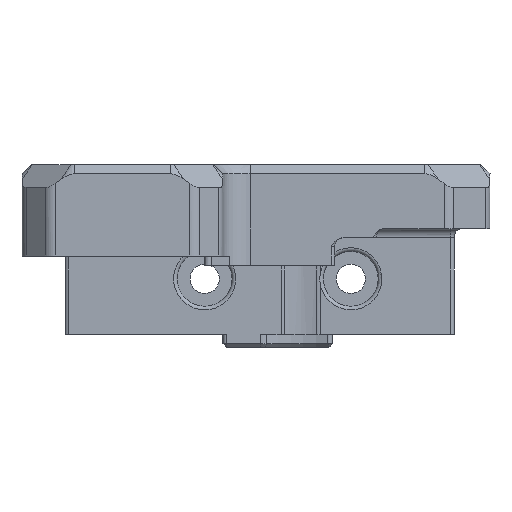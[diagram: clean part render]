
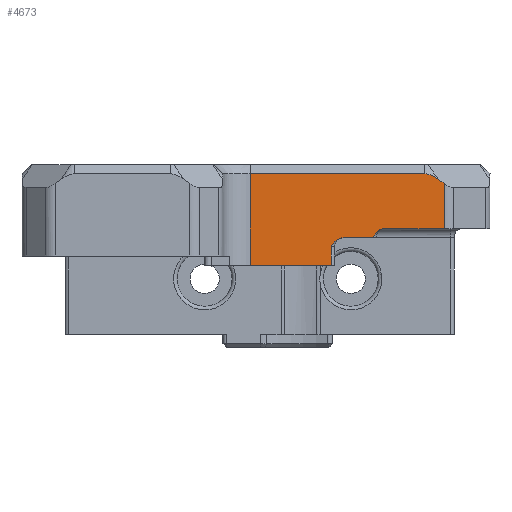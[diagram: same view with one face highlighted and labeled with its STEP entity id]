
A CAD part, left-side view. The second image highlights one B-rep face of the part: STEP entity #4673.
In plain terms, the highlighted planar face has unit normal (-1, 0, 0).
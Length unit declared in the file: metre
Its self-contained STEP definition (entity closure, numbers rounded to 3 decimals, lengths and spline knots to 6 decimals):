
#126=PLANE('',#4971);
#469=LINE('',#6898,#880);
#471=LINE('',#6906,#882);
#508=LINE('',#7053,#919);
#530=LINE('',#7125,#941);
#531=LINE('',#7127,#942);
#532=LINE('',#7135,#943);
#533=LINE('',#7143,#944);
#534=LINE('',#7145,#945);
#880=VECTOR('',#5448,1.);
#882=VECTOR('',#5456,1.);
#919=VECTOR('',#5537,1.);
#941=VECTOR('',#5579,1.);
#942=VECTOR('',#5580,1.);
#943=VECTOR('',#5581,1.);
#944=VECTOR('',#5582,1.);
#945=VECTOR('',#5583,1.);
#1412=ORIENTED_EDGE('',*,*,#2835,.T.);
#1413=ORIENTED_EDGE('',*,*,#2749,.T.);
#1414=ORIENTED_EDGE('',*,*,#2806,.T.);
#1415=ORIENTED_EDGE('',*,*,#2836,.F.);
#1416=ORIENTED_EDGE('',*,*,#2837,.F.);
#1417=ORIENTED_EDGE('',*,*,#2838,.F.);
#1418=ORIENTED_EDGE('',*,*,#2839,.T.);
#1419=ORIENTED_EDGE('',*,*,#2840,.F.);
#1420=ORIENTED_EDGE('',*,*,#2841,.F.);
#1421=ORIENTED_EDGE('',*,*,#2842,.F.);
#1422=ORIENTED_EDGE('',*,*,#2745,.T.);
#2745=EDGE_CURVE('',#3468,#3467,#469,.T.);
#2749=EDGE_CURVE('',#3471,#3472,#471,.T.);
#2806=EDGE_CURVE('',#3472,#3518,#508,.T.);
#2835=EDGE_CURVE('',#3467,#3471,#3944,.T.);
#2836=EDGE_CURVE('',#3542,#3518,#530,.T.);
#2837=EDGE_CURVE('',#3543,#3542,#531,.T.);
#2838=EDGE_CURVE('',#3544,#3543,#3945,.T.);
#2839=EDGE_CURVE('',#3544,#3545,#532,.T.);
#2840=EDGE_CURVE('',#3546,#3545,#3946,.T.);
#2841=EDGE_CURVE('',#3547,#3546,#533,.T.);
#2842=EDGE_CURVE('',#3468,#3547,#534,.T.);
#3467=VERTEX_POINT('',#6897);
#3468=VERTEX_POINT('',#6899);
#3471=VERTEX_POINT('',#6907);
#3472=VERTEX_POINT('',#6908);
#3518=VERTEX_POINT('',#7054);
#3542=VERTEX_POINT('',#7126);
#3543=VERTEX_POINT('',#7128);
#3544=VERTEX_POINT('',#7134);
#3545=VERTEX_POINT('',#7136);
#3546=VERTEX_POINT('',#7142);
#3547=VERTEX_POINT('',#7144);
#3944=B_SPLINE_CURVE_WITH_KNOTS('',3,(#7121,#7122,#7123,#7124),
 .UNSPECIFIED.,.F.,.F.,(4,4),(0.007224,0.008871),
 .UNSPECIFIED.);
#3945=B_SPLINE_CURVE_WITH_KNOTS('',3,(#7129,#7130,#7131,#7132,#7133),
 .UNSPECIFIED.,.F.,.F.,(4,1,4),(0.,0.000875,
0.001751),.UNSPECIFIED.);
#3946=B_SPLINE_CURVE_WITH_KNOTS('',3,(#7137,#7138,#7139,#7140,#7141),
 .UNSPECIFIED.,.F.,.F.,(4,1,4),(0.,0.000875,
0.001751),.UNSPECIFIED.);
#4023=EDGE_LOOP('',(#1412,#1413,#1414,#1415,#1416,#1417,#1418,#1419,#1420,
#1421,#1422));
#4323=FACE_BOUND('',#4023,.T.);
#4673=ADVANCED_FACE('',(#4323),#126,.F.);
#4971=AXIS2_PLACEMENT_3D('',#7120,#5577,#5578);
#5448=DIRECTION('',(0.,0.816,0.577));
#5456=DIRECTION('',(0.,1.,0.));
#5537=DIRECTION('',(0.,0.,-1.));
#5577=DIRECTION('',(1.,0.,0.));
#5578=DIRECTION('',(0.,-1.,0.));
#5579=DIRECTION('',(0.,1.,0.));
#5580=DIRECTION('',(0.,0.,-1.));
#5581=DIRECTION('',(0.,-1.,0.));
#5582=DIRECTION('',(0.,1.,0.));
#5583=DIRECTION('',(0.,0.,-1.));
#6897=CARTESIAN_POINT('',(0.02195,0.059396,-0.019621));
#6898=CARTESIAN_POINT('',(0.02195,0.080139,-0.004954));
#6899=CARTESIAN_POINT('',(0.02195,0.058775,-0.020061));
#6906=CARTESIAN_POINT('',(0.02195,0.083,-0.019));
#6907=CARTESIAN_POINT('',(0.02195,0.060896,-0.019));
#6908=CARTESIAN_POINT('',(0.02195,0.08,-0.019));
#7053=CARTESIAN_POINT('',(0.02195,0.08,-0.059));
#7054=CARTESIAN_POINT('',(0.02195,0.08,-0.029));
#7120=CARTESIAN_POINT('',(0.02195,0.083,-0.009));
#7121=CARTESIAN_POINT('',(0.02195,0.059396,-0.019621));
#7122=CARTESIAN_POINT('',(0.02195,0.059845,-0.019304));
#7123=CARTESIAN_POINT('',(0.02195,0.060348,-0.019));
#7124=CARTESIAN_POINT('',(0.02195,0.060896,-0.019));
#7125=CARTESIAN_POINT('',(0.02195,0.074613,-0.029));
#7126=CARTESIAN_POINT('',(0.02195,0.07116,-0.029));
#7127=CARTESIAN_POINT('',(0.02195,0.07116,-0.0301));
#7128=CARTESIAN_POINT('',(0.02195,0.07116,-0.027));
#7129=CARTESIAN_POINT('',(0.02195,0.069818,-0.026));
#7130=CARTESIAN_POINT('',(0.02195,0.070114,-0.026));
#7131=CARTESIAN_POINT('',(0.02195,0.07068,-0.026251));
#7132=CARTESIAN_POINT('',(0.02195,0.071004,-0.026753));
#7133=CARTESIAN_POINT('',(0.02195,0.07116,-0.027));
#7134=CARTESIAN_POINT('',(0.02195,0.069818,-0.026));
#7135=CARTESIAN_POINT('',(0.02195,0.083,-0.026));
#7136=CARTESIAN_POINT('',(0.02195,0.066627,-0.026));
#7137=CARTESIAN_POINT('',(0.02195,0.065285,-0.025));
#7138=CARTESIAN_POINT('',(0.02195,0.06558,-0.025));
#7139=CARTESIAN_POINT('',(0.02195,0.066146,-0.025251));
#7140=CARTESIAN_POINT('',(0.02195,0.066471,-0.025753));
#7141=CARTESIAN_POINT('',(0.02195,0.066627,-0.026));
#7142=CARTESIAN_POINT('',(0.02195,0.065285,-0.025));
#7143=CARTESIAN_POINT('',(0.02195,0.07838,-0.025));
#7144=CARTESIAN_POINT('',(0.02195,0.058775,-0.025));
#7145=CARTESIAN_POINT('',(0.02195,0.058775,-0.009));
